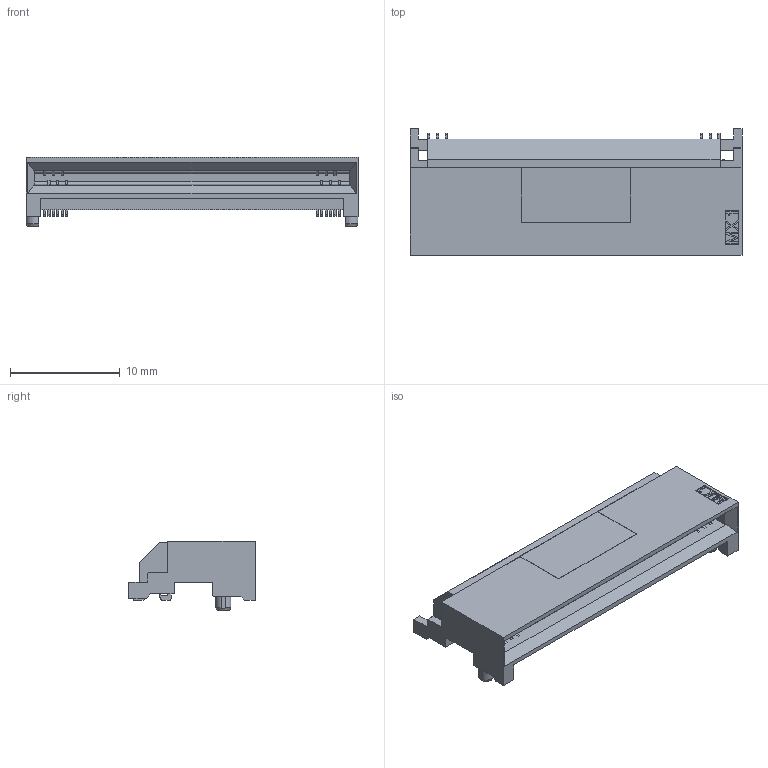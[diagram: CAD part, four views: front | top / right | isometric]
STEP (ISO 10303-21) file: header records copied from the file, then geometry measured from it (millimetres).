
FILE_DESCRIPTION(/* description */ (''),/* implementation_level */ '2;1');
FILE_NAME(/* name */ 'MOLEX_75586-0002.stp',/* time_stamp */ '2015-03-26T12:47:55+01:00',/* author */ ('admchouv'),/* organization */ (''),/* preprocessor_version */ 'ST-DEVELOPER v15.5',/* originating_system */ 'AutoCAD Mechanical',/* authorisation */ '');
FILE_SCHEMA (('AUTOMOTIVE_DESIGN { 1 0 10303 214 3 1 1 }'));
Length unit declared in the file: millimetre
Products named in the file (1): Product
Bounding box: 30.2 x 11.5 x 6.33 mm (x, y, z)
Volume: 966.2 mm3; surface area: 1565.8 mm2
Topology: 26 solids, 26 shells, 424 faces, 1085 edges, 716 vertices
Faces by surface type: plane 334, cylinder 88, cone 2
Entity records: 12765 total; most frequent: CARTESIAN_POINT 2259, ORIENTED_EDGE 2170, DIRECTION 2107, EDGE_CURVE 1085, LINE 901, VECTOR 901, VERTEX_POINT 716, AXIS2_PLACEMENT_3D 603
